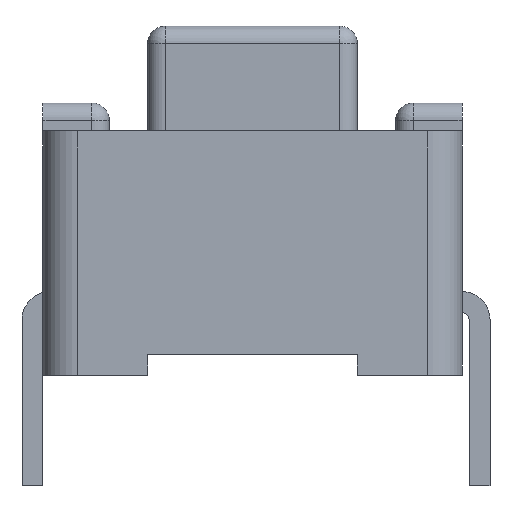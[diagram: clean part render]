
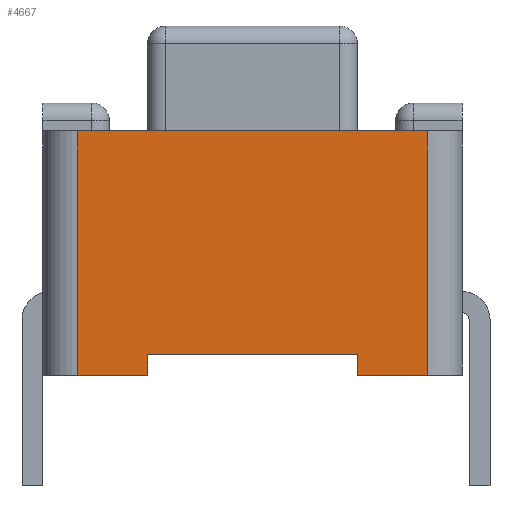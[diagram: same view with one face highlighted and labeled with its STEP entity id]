
A CAD part, front view. The second image highlights one B-rep face of the part: STEP entity #4667.
In plain terms, the highlighted planar face has unit normal (0, -1, 0).
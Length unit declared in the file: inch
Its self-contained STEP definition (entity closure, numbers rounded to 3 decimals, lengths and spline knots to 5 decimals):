
#2798=CARTESIAN_POINT('',(-0.09843,-0.0689,0.12598));
#2799=VERTEX_POINT('',#2798);
#2807=CARTESIAN_POINT('',(0.09843,-0.0689,0.12598));
#2808=VERTEX_POINT('',#2807);
#2809=CARTESIAN_POINT('',(-0.09843,-0.0689,0.12598));
#2810=DIRECTION('',(1.0,0.0,0.0));
#2811=VECTOR('',#2810,0.19685);
#2812=LINE('',#2809,#2811);
#2813=EDGE_CURVE('',#2799,#2808,#2812,.T.);
#4042=CARTESIAN_POINT('',(-0.05906,-0.0689,-0.01181));
#4043=VERTEX_POINT('',#4042);
#4060=CARTESIAN_POINT('',(-0.05906,-0.0689,0.0));
#4061=VERTEX_POINT('',#4060);
#4068=CARTESIAN_POINT('',(-0.05906,-0.0689,0.0));
#4069=DIRECTION('',(0.0,0.0,-1.0));
#4070=VECTOR('',#4069,0.01181);
#4071=LINE('',#4068,#4070);
#4072=EDGE_CURVE('',#4061,#4043,#4071,.T.);
#4111=CARTESIAN_POINT('',(-0.09843,-0.0689,-0.01181));
#4112=VERTEX_POINT('',#4111);
#4113=CARTESIAN_POINT('',(-0.09843,-0.0689,-0.01181));
#4114=DIRECTION('',(1.0,0.0,0.0));
#4115=VECTOR('',#4114,0.03937);
#4116=LINE('',#4113,#4115);
#4117=EDGE_CURVE('',#4112,#4043,#4116,.T.);
#4176=CARTESIAN_POINT('',(0.05906,-0.0689,-0.01181));
#4177=VERTEX_POINT('',#4176);
#4184=CARTESIAN_POINT('',(0.05906,-0.0689,0.0));
#4185=VERTEX_POINT('',#4184);
#4186=CARTESIAN_POINT('',(0.05906,-0.0689,0.0));
#4187=DIRECTION('',(0.0,0.0,-1.0));
#4188=VECTOR('',#4187,0.01181);
#4189=LINE('',#4186,#4188);
#4190=EDGE_CURVE('',#4185,#4177,#4189,.T.);
#4208=CARTESIAN_POINT('',(0.09843,-0.0689,-0.01181));
#4209=VERTEX_POINT('',#4208);
#4217=CARTESIAN_POINT('',(0.05906,-0.0689,-0.01181));
#4218=DIRECTION('',(1.0,0.0,0.0));
#4219=VECTOR('',#4218,0.03937);
#4220=LINE('',#4217,#4219);
#4221=EDGE_CURVE('',#4177,#4209,#4220,.T.);
#4629=CARTESIAN_POINT('',(0.09843,-0.0689,0.12598));
#4630=DIRECTION('',(0.0,0.0,-1.0));
#4631=VECTOR('',#4630,0.1378);
#4632=LINE('',#4629,#4631);
#4633=EDGE_CURVE('',#2808,#4209,#4632,.T.);
#4642=CARTESIAN_POINT('',(-0.10827,-0.0689,0.13287));
#4643=DIRECTION('',(0.0,-1.0,0.0));
#4644=DIRECTION('',(0.0,0.0,-1.0));
#4645=AXIS2_PLACEMENT_3D('',#4642,#4643,#4644);
#4646=PLANE('',#4645);
#4647=CARTESIAN_POINT('',(-0.09843,-0.0689,-0.01181));
#4648=DIRECTION('',(0.0,0.0,1.0));
#4649=VECTOR('',#4648,0.1378);
#4650=LINE('',#4647,#4649);
#4651=EDGE_CURVE('',#4112,#2799,#4650,.T.);
#4652=ORIENTED_EDGE('',*,*,#4651,.F.);
#4653=ORIENTED_EDGE('',*,*,#4117,.T.);
#4654=ORIENTED_EDGE('',*,*,#4072,.F.);
#4655=CARTESIAN_POINT('',(0.05906,-0.0689,0.0));
#4656=DIRECTION('',(-1.0,0.0,0.0));
#4657=VECTOR('',#4656,0.11811);
#4658=LINE('',#4655,#4657);
#4659=EDGE_CURVE('',#4185,#4061,#4658,.T.);
#4660=ORIENTED_EDGE('',*,*,#4659,.F.);
#4661=ORIENTED_EDGE('',*,*,#4190,.T.);
#4662=ORIENTED_EDGE('',*,*,#4221,.T.);
#4663=ORIENTED_EDGE('',*,*,#4633,.F.);
#4664=ORIENTED_EDGE('',*,*,#2813,.F.);
#4665=EDGE_LOOP('',(#4652,#4653,#4654,#4660,#4661,#4662,#4663,#4664));
#4666=FACE_OUTER_BOUND('',#4665,.T.);
#4667=ADVANCED_FACE('',(#4666),#4646,.T.);
